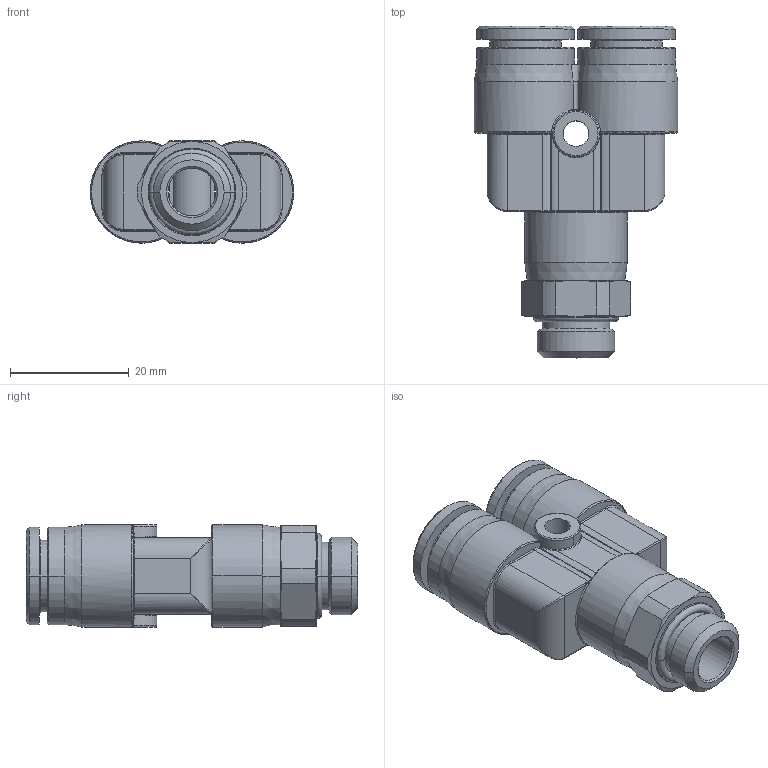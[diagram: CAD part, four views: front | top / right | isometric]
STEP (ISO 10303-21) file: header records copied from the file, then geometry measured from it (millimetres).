
FILE_DESCRIPTION(( 'MXP.52.10.14.stp' ), '1');
FILE_NAME( 'MXP.52.10.14.stp', '2021-02-22T15:47:20',( 'Sopra'),('sopra-pneumatic.com'), 'SwSTEP 2.0','SolidWorks 2009','' );
FILE_SCHEMA(('CONFIG_CONTROL_DESIGN'));
Length unit declared in the file: millimetre
Products named in the file (1): 367471B_992V-10F-1-4
Bounding box: 34.2 x 55.8 x 17.2 mm (x, y, z)
Volume: 11311.6 mm3; surface area: 8453.4 mm2
Topology: 2 solids, 2 shells, 273 faces, 650 edges, 386 vertices
Faces by surface type: cylinder 83, plane 58, torus 52, cone 40, bspline 40
Entity records: 9781 total; most frequent: CARTESIAN_POINT 3586, DIRECTION 1324, ORIENTED_EDGE 1300, EDGE_CURVE 650, AXIS2_PLACEMENT_3D 565, VERTEX_POINT 386, CIRCLE 332, EDGE_LOOP 286
